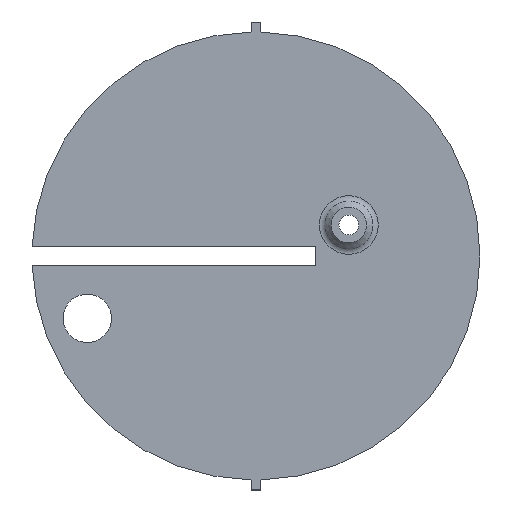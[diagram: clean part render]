
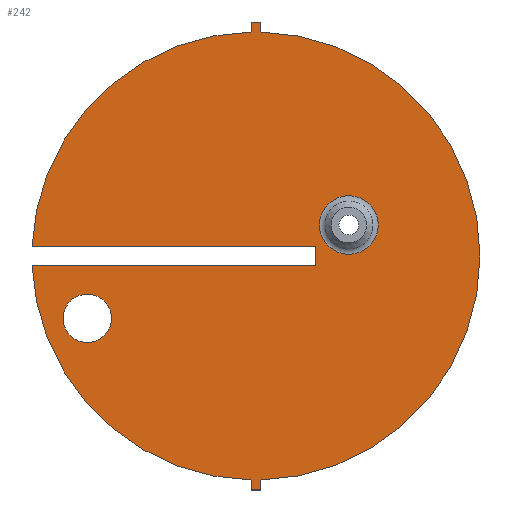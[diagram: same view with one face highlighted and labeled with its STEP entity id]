
A CAD part, top view. The second image highlights one B-rep face of the part: STEP entity #242.
In plain terms, the highlighted planar face has unit normal (0, 0, 1).
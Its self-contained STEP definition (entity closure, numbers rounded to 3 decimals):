
#210=PLANE('',#554);
#222=FACE_BOUND('',#278,.T.);
#223=FACE_BOUND('',#279,.T.);
#224=FACE_BOUND('',#280,.T.);
#242=ADVANCED_FACE('',(#222,#223,#224),#210,.T.);
#278=EDGE_LOOP('',(#328,#329,#330,#331,#332,#333,#334,#335,#336,#337,#338,
#339));
#279=EDGE_LOOP('',(#340));
#280=EDGE_LOOP('',(#341));
#306=CIRCLE('',#545,48.5);
#309=CIRCLE('',#549,48.5);
#310=CIRCLE('',#551,48.5);
#311=CIRCLE('',#552,6.351);
#312=CIRCLE('',#553,5.25);
#328=ORIENTED_EDGE('',*,*,#448,.F.);
#329=ORIENTED_EDGE('',*,*,#449,.F.);
#330=ORIENTED_EDGE('',*,*,#450,.F.);
#331=ORIENTED_EDGE('',*,*,#451,.F.);
#332=ORIENTED_EDGE('',*,*,#452,.F.);
#333=ORIENTED_EDGE('',*,*,#447,.F.);
#334=ORIENTED_EDGE('',*,*,#453,.F.);
#335=ORIENTED_EDGE('',*,*,#454,.F.);
#336=ORIENTED_EDGE('',*,*,#455,.F.);
#337=ORIENTED_EDGE('',*,*,#441,.F.);
#338=ORIENTED_EDGE('',*,*,#456,.F.);
#339=ORIENTED_EDGE('',*,*,#457,.F.);
#340=ORIENTED_EDGE('',*,*,#458,.T.);
#341=ORIENTED_EDGE('',*,*,#459,.F.);
#408=VERTEX_POINT('',#684);
#410=VERTEX_POINT('',#687);
#413=VERTEX_POINT('',#694);
#415=VERTEX_POINT('',#698);
#416=VERTEX_POINT('',#702);
#417=VERTEX_POINT('',#703);
#418=VERTEX_POINT('',#705);
#419=VERTEX_POINT('',#707);
#420=VERTEX_POINT('',#709);
#421=VERTEX_POINT('',#712);
#422=VERTEX_POINT('',#714);
#423=VERTEX_POINT('',#717);
#424=VERTEX_POINT('',#720);
#425=VERTEX_POINT('',#722);
#441=EDGE_CURVE('',#408,#410,#306,.T.);
#447=EDGE_CURVE('',#415,#413,#309,.T.);
#448=EDGE_CURVE('',#416,#417,#488,.T.);
#449=EDGE_CURVE('',#418,#416,#310,.T.);
#450=EDGE_CURVE('',#419,#418,#489,.T.);
#451=EDGE_CURVE('',#420,#419,#490,.T.);
#452=EDGE_CURVE('',#413,#420,#491,.T.);
#453=EDGE_CURVE('',#421,#415,#492,.T.);
#454=EDGE_CURVE('',#422,#421,#493,.T.);
#455=EDGE_CURVE('',#410,#422,#494,.T.);
#456=EDGE_CURVE('',#423,#408,#495,.T.);
#457=EDGE_CURVE('',#417,#423,#496,.T.);
#458=EDGE_CURVE('',#424,#424,#311,.T.);
#459=EDGE_CURVE('',#425,#425,#312,.T.);
#488=LINE('',#701,#518);
#489=LINE('',#706,#519);
#490=LINE('',#708,#520);
#491=LINE('',#710,#521);
#492=LINE('',#711,#522);
#493=LINE('',#713,#523);
#494=LINE('',#715,#524);
#495=LINE('',#716,#525);
#496=LINE('',#718,#526);
#518=VECTOR('',#598,1.);
#519=VECTOR('',#601,1.);
#520=VECTOR('',#602,1.);
#521=VECTOR('',#603,1.);
#522=VECTOR('',#604,1.);
#523=VECTOR('',#605,1.);
#524=VECTOR('',#606,1.);
#525=VECTOR('',#607,1.);
#526=VECTOR('',#608,1.);
#545=AXIS2_PLACEMENT_3D('',#686,#583,#584);
#549=AXIS2_PLACEMENT_3D('',#699,#594,#595);
#551=AXIS2_PLACEMENT_3D('',#704,#599,#600);
#552=AXIS2_PLACEMENT_3D('',#719,#609,#610);
#553=AXIS2_PLACEMENT_3D('',#721,#611,#612);
#554=AXIS2_PLACEMENT_3D('',#723,#613,#614);
#583=DIRECTION('',(0.,0.,-1.));
#584=DIRECTION('',(1.,0.,0.));
#594=DIRECTION('',(0.,0.,-1.));
#595=DIRECTION('',(1.,0.,0.));
#598=DIRECTION('',(0.,-1.,0.));
#599=DIRECTION('',(0.,0.,-1.));
#600=DIRECTION('',(1.,0.,0.));
#601=DIRECTION('',(0.,-1.,0.));
#602=DIRECTION('',(1.,0.,0.));
#603=DIRECTION('',(0.,1.,0.));
#604=DIRECTION('',(-1.,0.,0.));
#605=DIRECTION('',(0.,1.,0.));
#606=DIRECTION('',(1.,0.,0.));
#607=DIRECTION('',(0.,1.,0.));
#608=DIRECTION('',(-1.,0.,0.));
#609=DIRECTION('',(0.,0.,-1.));
#610=DIRECTION('',(1.,0.,0.));
#611=DIRECTION('',(0.,0.,1.));
#612=DIRECTION('',(1.,0.,0.));
#613=DIRECTION('',(0.,0.,1.));
#614=DIRECTION('',(1.,0.,0.));
#684=CARTESIAN_POINT('',(-1.,-48.49,1.2));
#686=CARTESIAN_POINT('',(0.,0.,1.2));
#687=CARTESIAN_POINT('',(-48.459,-2.,1.2));
#694=CARTESIAN_POINT('',(-1.,48.49,1.2));
#698=CARTESIAN_POINT('',(-48.459,2.,1.2));
#699=CARTESIAN_POINT('',(0.,0.,1.2));
#701=CARTESIAN_POINT('',(1.,-40.65,1.2));
#702=CARTESIAN_POINT('',(1.,-48.49,1.2));
#703=CARTESIAN_POINT('',(1.,-50.65,1.2));
#704=CARTESIAN_POINT('',(0.,0.,1.2));
#705=CARTESIAN_POINT('',(1.,48.49,1.2));
#706=CARTESIAN_POINT('',(1.,50.65,1.2));
#707=CARTESIAN_POINT('',(1.,50.65,1.2));
#708=CARTESIAN_POINT('',(-1.,50.65,1.2));
#709=CARTESIAN_POINT('',(-1.,50.65,1.2));
#710=CARTESIAN_POINT('',(-1.,40.65,1.2));
#711=CARTESIAN_POINT('',(0.,2.,1.2));
#712=CARTESIAN_POINT('',(13.,2.,1.2));
#713=CARTESIAN_POINT('',(13.,0.,1.2));
#714=CARTESIAN_POINT('',(13.,-2.,1.2));
#715=CARTESIAN_POINT('',(0.,-2.,1.2));
#716=CARTESIAN_POINT('',(-1.,-50.65,1.2));
#717=CARTESIAN_POINT('',(-1.,-50.65,1.2));
#718=CARTESIAN_POINT('',(1.,-50.65,1.2));
#719=CARTESIAN_POINT('',(20.124,6.706,1.2));
#720=CARTESIAN_POINT('',(26.475,6.706,1.2));
#721=CARTESIAN_POINT('',(-36.5,-13.5,1.2));
#722=CARTESIAN_POINT('',(-31.25,-13.5,1.2));
#723=CARTESIAN_POINT('',(0.,0.,1.2));
